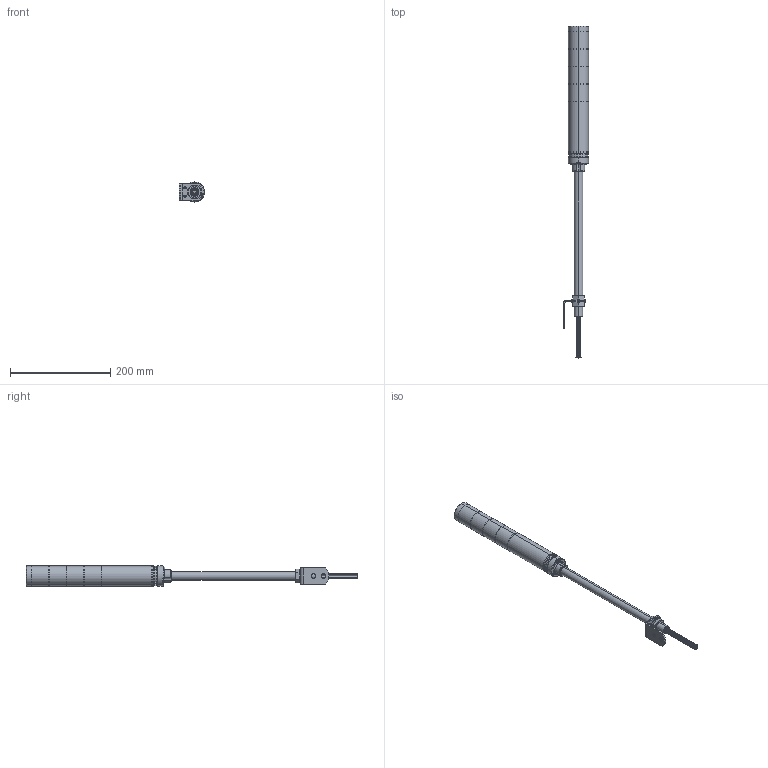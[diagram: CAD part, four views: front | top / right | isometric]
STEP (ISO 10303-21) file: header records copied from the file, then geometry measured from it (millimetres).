
FILE_DESCRIPTION (( 'STEP AP214' ), '1' );
FILE_NAME ('LCE-402FB-RYGB.step', '2016-10-25T14:44:22', ( '' ), ( '' ), 'SwSTEP 2.0', 'SolidWorks 2016', '' );
FILE_SCHEMA (( 'AUTOMOTIVE_DESIGN' ));
Length unit declared in the file: millimetre
Products named in the file (1): LCE-402FB-RYGB
Bounding box: 50 x 663 x 40 mm (x, y, z)
Volume: 398235.4 mm3; surface area: 131511.1 mm2
Topology: 37 solids, 37 shells, 393 faces, 912 edges, 593 vertices
Faces by surface type: plane 249, cylinder 124, cone 8, torus 6, bspline 6
Entity records: 11940 total; most frequent: CARTESIAN_POINT 2125, DIRECTION 1994, ORIENTED_EDGE 1812, EDGE_CURVE 906, AXIS2_PLACEMENT_3D 724, VERTEX_POINT 593, VECTOR 546, LINE 546
